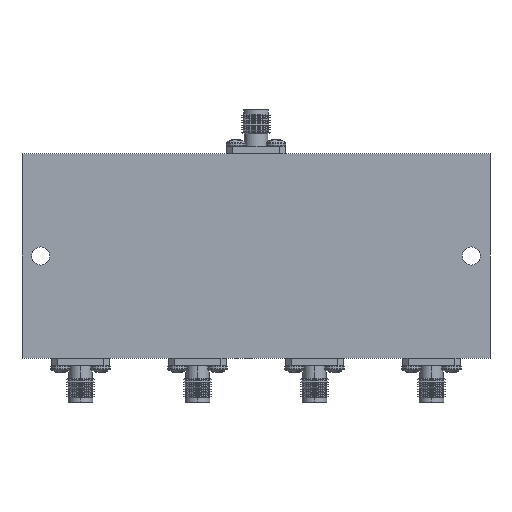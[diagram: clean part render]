
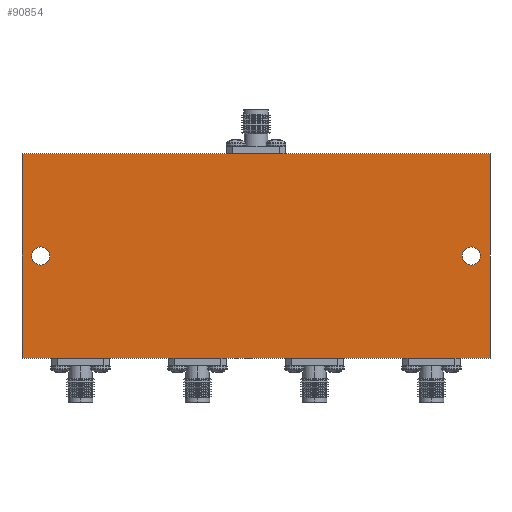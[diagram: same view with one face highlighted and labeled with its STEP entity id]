
A CAD part, front view. The second image highlights one B-rep face of the part: STEP entity #90854.
In plain terms, the highlighted planar face has unit normal (0, -1, 0).
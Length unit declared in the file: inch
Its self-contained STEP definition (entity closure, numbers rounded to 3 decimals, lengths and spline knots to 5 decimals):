
#877 = CARTESIAN_POINT ( 'NONE',  ( 1.84, 0., 0.078 ) ) ;
#1995 = VECTOR ( 'NONE', #57393, 39.37008 ) ;
#7379 = CARTESIAN_POINT ( 'NONE',  ( 1.84, 0., 0. ) ) ;
#8542 = CARTESIAN_POINT ( 'NONE',  ( -1.84, 0., -0.078 ) ) ;
#8682 = LINE ( 'NONE', #76713, #34646 ) ;
#11191 = ORIENTED_EDGE ( 'NONE', *, *, #78901, .F. ) ;
#12985 = AXIS2_PLACEMENT_3D ( 'NONE', #93241, #70768, #45441 ) ;
#13119 = DIRECTION ( 'NONE',  ( 0., 0., 1. ) ) ;
#17592 = EDGE_CURVE ( 'NONE', #33983, #74216, #18140, .T. ) ;
#18140 = CIRCLE ( 'NONE', #79115, 0.078 ) ;
#18592 = EDGE_CURVE ( 'NONE', #18700, #95947, #34811, .T. ) ;
#18700 = VERTEX_POINT ( 'NONE', #77832 ) ;
#19980 = DIRECTION ( 'NONE',  ( 0., 1., 0. ) ) ;
#21132 = AXIS2_PLACEMENT_3D ( 'NONE', #27687, #36496, #94763 ) ;
#21311 = ORIENTED_EDGE ( 'NONE', *, *, #77734, .F. ) ;
#23549 = LINE ( 'NONE', #45581, #64318 ) ;
#24239 = AXIS2_PLACEMENT_3D ( 'NONE', #7379, #80304, #74454 ) ;
#27687 = CARTESIAN_POINT ( 'NONE',  ( 1.84, 0., 0. ) ) ;
#28259 = CARTESIAN_POINT ( 'NONE',  ( -1.84, 0., 0.078 ) ) ;
#28314 = FACE_BOUND ( 'NONE', #63014, .T. ) ;
#29384 = EDGE_LOOP ( 'NONE', ( #21311, #11191, #46945, #31208 ) ) ;
#31208 = ORIENTED_EDGE ( 'NONE', *, *, #34832, .F. ) ;
#31879 = DIRECTION ( 'NONE',  ( 0., 1., 0. ) ) ;
#32670 = EDGE_LOOP ( 'NONE', ( #42711, #69645 ) ) ;
#33983 = VERTEX_POINT ( 'NONE', #8542 ) ;
#34646 = VECTOR ( 'NONE', #77182, 39.37008 ) ;
#34811 = LINE ( 'NONE', #80295, #46543 ) ;
#34832 = EDGE_CURVE ( 'NONE', #61114, #18700, #8682, .T. ) ;
#36496 = DIRECTION ( 'NONE',  ( 0., 1., 0. ) ) ;
#36714 = ORIENTED_EDGE ( 'NONE', *, *, #36964, .T. ) ;
#36964 = EDGE_CURVE ( 'NONE', #84972, #66287, #38335, .T. ) ;
#38335 = CIRCLE ( 'NONE', #21132, 0.078 ) ;
#39570 = CARTESIAN_POINT ( 'NONE',  ( 2., 0., -0.875 ) ) ;
#41800 = CARTESIAN_POINT ( 'NONE',  ( -2., 0., 0.875 ) ) ;
#42711 = ORIENTED_EDGE ( 'NONE', *, *, #17592, .T. ) ;
#45441 = DIRECTION ( 'NONE',  ( 0., 0., -1. ) ) ;
#45581 = CARTESIAN_POINT ( 'NONE',  ( 2., 0., 0.875 ) ) ;
#46543 = VECTOR ( 'NONE', #73008, 39.37008 ) ;
#46945 = ORIENTED_EDGE ( 'NONE', *, *, #18592, .F. ) ;
#47133 = EDGE_CURVE ( 'NONE', #66287, #84972, #74266, .T. ) ;
#47540 = CARTESIAN_POINT ( 'NONE',  ( -1.84, 0., 0. ) ) ;
#52405 = EDGE_CURVE ( 'NONE', #74216, #33983, #90230, .T. ) ;
#56885 = LINE ( 'NONE', #41800, #1995 ) ;
#56974 = ORIENTED_EDGE ( 'NONE', *, *, #47133, .T. ) ;
#57393 = DIRECTION ( 'NONE',  ( 1., 0., 0. ) ) ;
#59182 = FACE_BOUND ( 'NONE', #32670, .T. ) ;
#60352 = VERTEX_POINT ( 'NONE', #60972 ) ;
#60972 = CARTESIAN_POINT ( 'NONE',  ( 2., 0., 0.875 ) ) ;
#61114 = VERTEX_POINT ( 'NONE', #39570 ) ;
#63014 = EDGE_LOOP ( 'NONE', ( #56974, #36714 ) ) ;
#64318 = VECTOR ( 'NONE', #76875, 39.37008 ) ;
#66287 = VERTEX_POINT ( 'NONE', #93709 ) ;
#69645 = ORIENTED_EDGE ( 'NONE', *, *, #52405, .T. ) ;
#70768 = DIRECTION ( 'NONE',  ( 0., -1., 0. ) ) ;
#73008 = DIRECTION ( 'NONE',  ( 0., 0., 1. ) ) ;
#74216 = VERTEX_POINT ( 'NONE', #28259 ) ;
#74266 = CIRCLE ( 'NONE', #24239, 0.078 ) ;
#74454 = DIRECTION ( 'NONE',  ( 0., 0., 1. ) ) ;
#76713 = CARTESIAN_POINT ( 'NONE',  ( -2., 0., -0.875 ) ) ;
#76875 = DIRECTION ( 'NONE',  ( 0., 0., -1. ) ) ;
#77182 = DIRECTION ( 'NONE',  ( -1., 0., 0. ) ) ;
#77734 = EDGE_CURVE ( 'NONE', #60352, #61114, #23549, .T. ) ;
#77832 = CARTESIAN_POINT ( 'NONE',  ( -2., 0., -0.875 ) ) ;
#78901 = EDGE_CURVE ( 'NONE', #95947, #60352, #56885, .T. ) ;
#79115 = AXIS2_PLACEMENT_3D ( 'NONE', #80125, #19980, #13119 ) ;
#79240 = AXIS2_PLACEMENT_3D ( 'NONE', #47540, #31879, #91624 ) ;
#80125 = CARTESIAN_POINT ( 'NONE',  ( -1.84, 0., 0. ) ) ;
#80295 = CARTESIAN_POINT ( 'NONE',  ( -2., 0., 0.875 ) ) ;
#80304 = DIRECTION ( 'NONE',  ( 0., 1., 0. ) ) ;
#82155 = FACE_OUTER_BOUND ( 'NONE', #29384, .T. ) ;
#84272 = CARTESIAN_POINT ( 'NONE',  ( -2., 0., 0.875 ) ) ;
#84972 = VERTEX_POINT ( 'NONE', #877 ) ;
#89006 = PLANE ( 'NONE',  #12985 ) ;
#90230 = CIRCLE ( 'NONE', #79240, 0.078 ) ;
#90854 = ADVANCED_FACE ( 'NONE', ( #59182, #82155, #28314 ), #89006, .T. ) ;
#91624 = DIRECTION ( 'NONE',  ( 0., 0., 1. ) ) ;
#93241 = CARTESIAN_POINT ( 'NONE',  ( 0., 0., 0. ) ) ;
#93709 = CARTESIAN_POINT ( 'NONE',  ( 1.84, 0., -0.078 ) ) ;
#94763 = DIRECTION ( 'NONE',  ( 0., 0., 1. ) ) ;
#95947 = VERTEX_POINT ( 'NONE', #84272 ) ;
